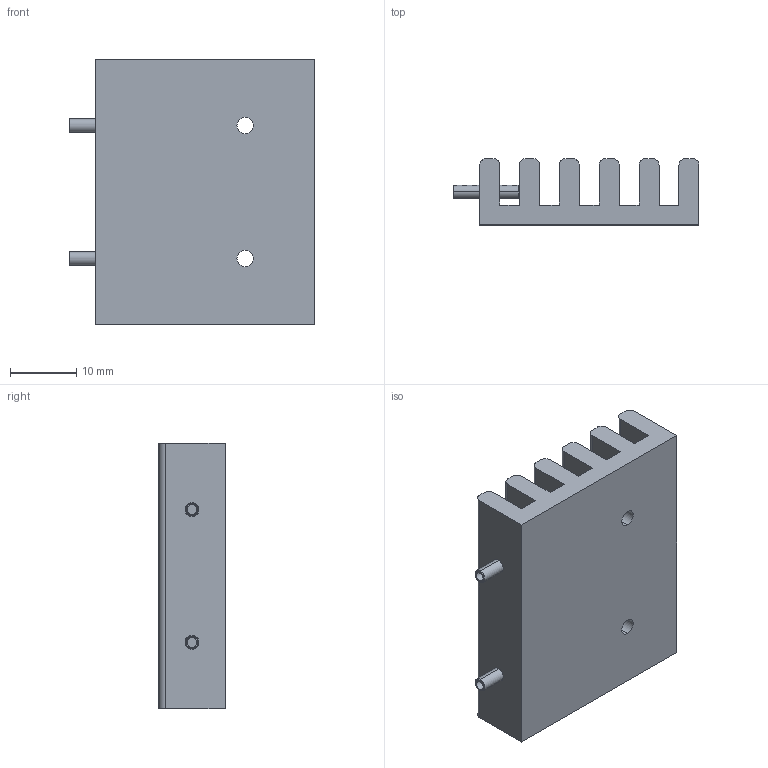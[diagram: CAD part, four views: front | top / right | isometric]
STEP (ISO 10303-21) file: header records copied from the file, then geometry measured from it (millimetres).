
FILE_DESCRIPTION (( 'STEP AP214' ), '1' );
FILE_NAME ('sk_400_40_2_x_m3_l.STEP', '2013-07-04T14:07:24', ( '' ), ( '' ), 'SwSTEP 2.0', 'SolidWorks 2011', '' );
FILE_SCHEMA (( 'AUTOMOTIVE_DESIGN' ));
Length unit declared in the file: millimetre
Products named in the file (3): sk_400_40_2_x_m3_l; 001020936; A9001B20100008S
Assembly tree (3 placements, depth 2):
  sk_400_40_2_x_m3_l
    001020936
    A9001B20100008S  x2
Bounding box: 37 x 10 x 40 mm (x, y, z)
Volume: 8874.8 mm3; surface area: 6766.9 mm2
Topology: 3 solids, 3 shells, 236 faces, 690 edges, 460 vertices
Faces by surface type: cylinder 138, plane 86, bspline 12
Entity records: 5133 total; most frequent: CARTESIAN_POINT 1550, ORIENTED_EDGE 822, DIRECTION 581, EDGE_CURVE 411, VERTEX_POINT 274, AXIS2_PLACEMENT_3D 201, LINE 179, VECTOR 179
